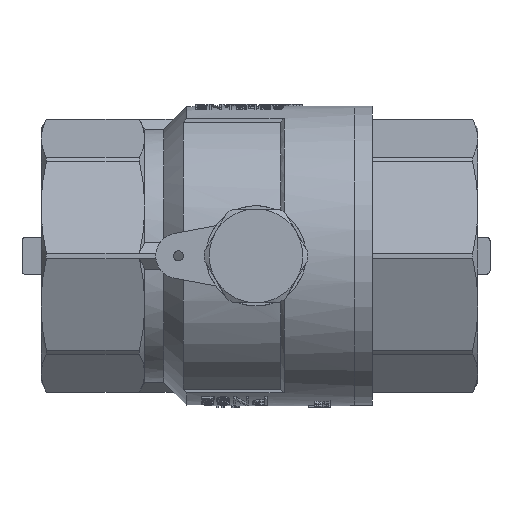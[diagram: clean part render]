
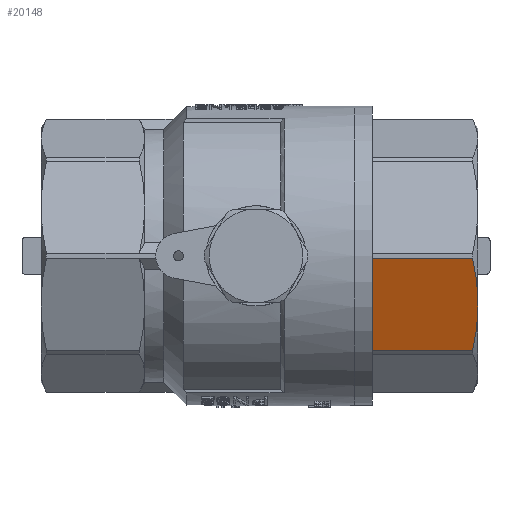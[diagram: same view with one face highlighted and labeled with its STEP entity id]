
A CAD part, front view. The second image highlights one B-rep face of the part: STEP entity #20148.
In plain terms, the highlighted face is planar.
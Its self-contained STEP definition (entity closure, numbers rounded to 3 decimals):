
#1483=B_SPLINE_CURVE_WITH_KNOTS('',3,(#31603,#31604,#31605,#31606,#31607,
#31608,#31609,#31610,#31611,#31612,#31613,#31614,#31615,#31616,#31617,#31618,
#31619,#31620,#31621,#31622,#31623,#31624,#31625,#31626,#31627),
 .UNSPECIFIED.,.F.,.F.,(4,3,3,3,3,3,3,3,4),(0.,0.843,1.687,
2.531,3.375,4.218,5.061,5.904,
6.746),.PIECEWISE_BEZIER_KNOTS.);
#1485=B_SPLINE_CURVE_WITH_KNOTS('',3,(#31658,#31659,#31660,#31661,#31662,
#31663,#31664,#31665,#31666,#31667,#31668,#31669,#31670,#31671,#31672,#31673,
#31674,#31675,#31676,#31677,#31678,#31679,#31680,#31681,#31682),
 .UNSPECIFIED.,.F.,.F.,(4,3,3,3,3,3,3,3,4),(0.,0.843,1.686,
2.53,3.374,4.218,5.061,5.904,
6.746),.PIECEWISE_BEZIER_KNOTS.);
#2310=ORIENTED_EDGE('',*,*,#8563,.F.);
#2311=ORIENTED_EDGE('',*,*,#8528,.T.);
#2312=ORIENTED_EDGE('',*,*,#8553,.T.);
#2313=ORIENTED_EDGE('',*,*,#8497,.T.);
#2314=ORIENTED_EDGE('',*,*,#8557,.T.);
#2315=ORIENTED_EDGE('',*,*,#8550,.F.);
#8497=EDGE_CURVE('',#11641,#11640,#13759,.T.);
#8528=EDGE_CURVE('',#11670,#11669,#13773,.T.);
#8550=EDGE_CURVE('',#11681,#11683,#13779,.T.);
#8553=EDGE_CURVE('',#11669,#11641,#1483,.T.);
#8557=EDGE_CURVE('',#11640,#11683,#1485,.T.);
#8563=EDGE_CURVE('',#11670,#11681,#13783,.T.);
#11640=VERTEX_POINT('',#31244);
#11641=VERTEX_POINT('',#31246);
#11669=VERTEX_POINT('',#31407);
#11670=VERTEX_POINT('',#31409);
#11681=VERTEX_POINT('',#31595);
#11683=VERTEX_POINT('',#31598);
#13759=LINE('',#31245,#15001);
#13773=LINE('',#31408,#15015);
#13779=LINE('',#31597,#15021);
#13783=LINE('',#31764,#15025);
#15001=VECTOR('',#24229,1000.);
#15015=VECTOR('',#24283,1000.);
#15021=VECTOR('',#24329,1000.);
#15025=VECTOR('',#24351,1000.);
#16267=EDGE_LOOP('',(#2310,#2311,#2312,#2313,#2314,#2315));
#17571=FACE_BOUND('',#16267,.T.);
#18853=PLANE('',#21383);
#20148=ADVANCED_FACE('',(#17571),#18853,.F.);
#21383=AXIS2_PLACEMENT_3D('',#31763,#24349,#24350);
#24229=DIRECTION('',(0.,1.,0.));
#24283=DIRECTION('',(-1.,0.,0.));
#24329=DIRECTION('',(-1.,0.,0.));
#24349=DIRECTION('',(0.,0.,1.));
#24350=DIRECTION('',(1.,0.,0.));
#24351=DIRECTION('',(0.,1.,0.));
#31244=CARTESIAN_POINT('',(-32.15,0.739,-19.));
#31245=CARTESIAN_POINT('',(-32.15,0.,-19.));
#31246=CARTESIAN_POINT('',(-32.15,-0.739,-19.));
#31407=CARTESIAN_POINT('',(-31.35,-7.427,-19.));
#31408=CARTESIAN_POINT('',(-24.4,-7.427,-19.));
#31409=CARTESIAN_POINT('',(-16.35,-7.427,-19.));
#31595=CARTESIAN_POINT('',(-16.35,7.427,-19.));
#31597=CARTESIAN_POINT('',(-15.65,7.427,-19.));
#31598=CARTESIAN_POINT('',(-31.35,7.427,-19.));
#31603=CARTESIAN_POINT('',(-31.35,-7.427,-19.));
#31604=CARTESIAN_POINT('',(-31.408,-7.152,-19.));
#31605=CARTESIAN_POINT('',(-31.463,-6.876,-19.));
#31606=CARTESIAN_POINT('',(-31.515,-6.6,-19.));
#31607=CARTESIAN_POINT('',(-31.568,-6.324,-19.));
#31608=CARTESIAN_POINT('',(-31.617,-6.047,-19.));
#31609=CARTESIAN_POINT('',(-31.664,-5.769,-19.));
#31610=CARTESIAN_POINT('',(-31.71,-5.492,-19.));
#31611=CARTESIAN_POINT('',(-31.754,-5.214,-19.));
#31612=CARTESIAN_POINT('',(-31.794,-4.936,-19.));
#31613=CARTESIAN_POINT('',(-31.835,-4.657,-19.));
#31614=CARTESIAN_POINT('',(-31.872,-4.379,-19.));
#31615=CARTESIAN_POINT('',(-31.906,-4.099,-19.));
#31616=CARTESIAN_POINT('',(-31.94,-3.82,-19.));
#31617=CARTESIAN_POINT('',(-31.971,-3.541,-19.));
#31618=CARTESIAN_POINT('',(-31.998,-3.261,-19.));
#31619=CARTESIAN_POINT('',(-32.025,-2.981,-19.));
#31620=CARTESIAN_POINT('',(-32.049,-2.701,-19.));
#31621=CARTESIAN_POINT('',(-32.07,-2.421,-19.));
#31622=CARTESIAN_POINT('',(-32.09,-2.141,-19.));
#31623=CARTESIAN_POINT('',(-32.107,-1.86,-19.));
#31624=CARTESIAN_POINT('',(-32.12,-1.58,-19.));
#31625=CARTESIAN_POINT('',(-32.134,-1.3,-19.));
#31626=CARTESIAN_POINT('',(-32.144,-1.019,-19.));
#31627=CARTESIAN_POINT('',(-32.15,-0.739,-19.));
#31658=CARTESIAN_POINT('',(-32.15,0.739,-19.));
#31659=CARTESIAN_POINT('',(-32.144,1.02,-19.));
#31660=CARTESIAN_POINT('',(-32.134,1.3,-19.));
#31661=CARTESIAN_POINT('',(-32.12,1.581,-19.));
#31662=CARTESIAN_POINT('',(-32.107,1.862,-19.));
#31663=CARTESIAN_POINT('',(-32.09,2.143,-19.));
#31664=CARTESIAN_POINT('',(-32.069,2.423,-19.));
#31665=CARTESIAN_POINT('',(-32.049,2.704,-19.));
#31666=CARTESIAN_POINT('',(-32.025,2.984,-19.));
#31667=CARTESIAN_POINT('',(-31.998,3.264,-19.));
#31668=CARTESIAN_POINT('',(-31.97,3.544,-19.));
#31669=CARTESIAN_POINT('',(-31.939,3.824,-19.));
#31670=CARTESIAN_POINT('',(-31.905,4.103,-19.));
#31671=CARTESIAN_POINT('',(-31.871,4.382,-19.));
#31672=CARTESIAN_POINT('',(-31.834,4.661,-19.));
#31673=CARTESIAN_POINT('',(-31.794,4.939,-19.));
#31674=CARTESIAN_POINT('',(-31.753,5.217,-19.));
#31675=CARTESIAN_POINT('',(-31.71,5.495,-19.));
#31676=CARTESIAN_POINT('',(-31.663,5.772,-19.));
#31677=CARTESIAN_POINT('',(-31.617,6.049,-19.));
#31678=CARTESIAN_POINT('',(-31.567,6.326,-19.));
#31679=CARTESIAN_POINT('',(-31.515,6.602,-19.));
#31680=CARTESIAN_POINT('',(-31.463,6.878,-19.));
#31681=CARTESIAN_POINT('',(-31.408,7.153,-19.));
#31682=CARTESIAN_POINT('',(-31.35,7.427,-19.));
#31763=CARTESIAN_POINT('',(-32.15,-7.427,-19.));
#31764=CARTESIAN_POINT('',(-16.35,0.,-19.));
